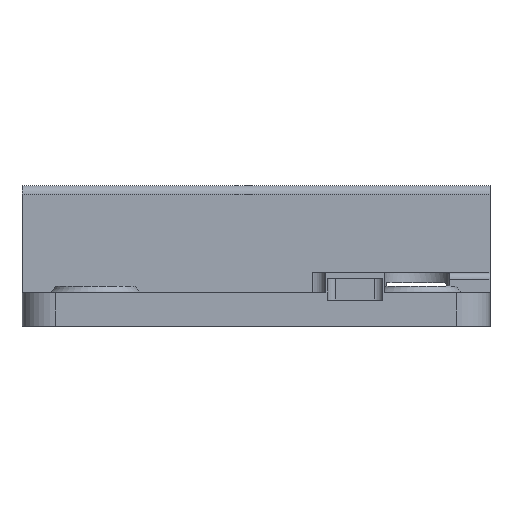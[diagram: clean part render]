
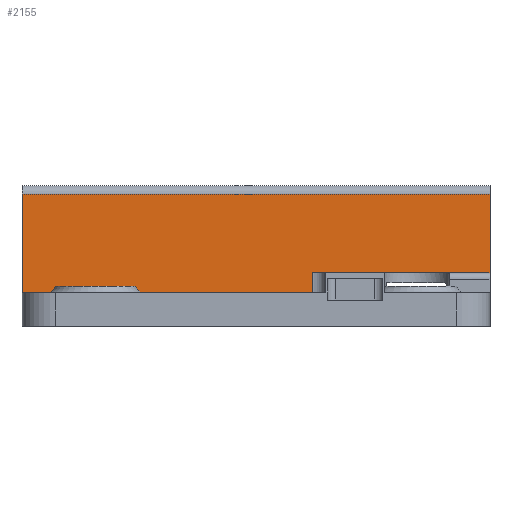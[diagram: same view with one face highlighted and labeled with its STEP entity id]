
A CAD part, front view. The second image highlights one B-rep face of the part: STEP entity #2155.
In plain terms, the highlighted planar face has unit normal (0, -1, 0).
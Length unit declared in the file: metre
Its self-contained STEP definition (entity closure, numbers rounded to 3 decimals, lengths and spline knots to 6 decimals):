
#103=PLANE('',#2319);
#375=ORIENTED_EDGE('',*,*,#1025,.F.);
#376=ORIENTED_EDGE('',*,*,#1026,.T.);
#377=ORIENTED_EDGE('',*,*,#1027,.F.);
#378=ORIENTED_EDGE('',*,*,#1028,.T.);
#379=ORIENTED_EDGE('',*,*,#1029,.T.);
#380=ORIENTED_EDGE('',*,*,#1010,.F.);
#381=ORIENTED_EDGE('',*,*,#1030,.T.);
#382=ORIENTED_EDGE('',*,*,#906,.F.);
#906=EDGE_CURVE('',#1238,#1231,#1453,.T.);
#1010=EDGE_CURVE('',#1336,#1337,#1507,.T.);
#1025=EDGE_CURVE('',#1345,#1238,#1515,.T.);
#1026=EDGE_CURVE('',#1345,#1346,#1516,.T.);
#1027=EDGE_CURVE('',#1347,#1346,#1517,.T.);
#1028=EDGE_CURVE('',#1347,#1348,#1518,.T.);
#1029=EDGE_CURVE('',#1348,#1337,#1519,.T.);
#1030=EDGE_CURVE('',#1336,#1231,#1520,.T.);
#1231=VERTEX_POINT('',#2995);
#1238=VERTEX_POINT('',#3008);
#1336=VERTEX_POINT('',#3264);
#1337=VERTEX_POINT('',#3266);
#1345=VERTEX_POINT('',#3307);
#1346=VERTEX_POINT('',#3309);
#1347=VERTEX_POINT('',#3311);
#1348=VERTEX_POINT('',#3313);
#1453=LINE('',#3009,#1664);
#1507=LINE('',#3265,#1718);
#1515=LINE('',#3306,#1726);
#1516=LINE('',#3308,#1727);
#1517=LINE('',#3310,#1728);
#1518=LINE('',#3312,#1729);
#1519=LINE('',#3314,#1730);
#1520=LINE('',#3315,#1731);
#1664=VECTOR('',#2472,1.);
#1718=VECTOR('',#2584,1.);
#1726=VECTOR('',#2606,1.);
#1727=VECTOR('',#2607,1.);
#1728=VECTOR('',#2608,1.);
#1729=VECTOR('',#2609,1.);
#1730=VECTOR('',#2610,1.);
#1731=VECTOR('',#2611,1.);
#1877=EDGE_LOOP('',(#375,#376,#377,#378,#379,#380,#381,#382));
#2004=FACE_BOUND('',#1877,.T.);
#2155=ADVANCED_FACE('',(#2004),#103,.T.);
#2319=AXIS2_PLACEMENT_3D('',#3305,#2604,#2605);
#2472=DIRECTION('',(-1.,0.,0.));
#2584=DIRECTION('',(-1.,0.,0.));
#2604=DIRECTION('',(0.,-1.,0.));
#2605=DIRECTION('',(1.,0.,0.));
#2606=DIRECTION('',(0.,0.,-1.));
#2607=DIRECTION('',(1.,0.,0.));
#2608=DIRECTION('',(0.,0.,-1.));
#2609=DIRECTION('',(-1.,0.,0.));
#2610=DIRECTION('',(0.,0.,-1.));
#2611=DIRECTION('',(0.,0.,-1.));
#2995=CARTESIAN_POINT('',(-0.01261,-0.008745,0.007));
#3008=CARTESIAN_POINT('',(0.00839,-0.008745,0.007));
#3009=CARTESIAN_POINT('',(-0.00211,-0.008745,0.007));
#3264=CARTESIAN_POINT('',(-0.01261,-0.008745,0.009));
#3265=CARTESIAN_POINT('',(-0.00211,-0.008745,0.009));
#3266=CARTESIAN_POINT('',(-0.035,-0.008745,0.009));
#3305=CARTESIAN_POINT('',(-0.00211,-0.008745,0.009));
#3306=CARTESIAN_POINT('',(0.00839,-0.008745,0.009));
#3307=CARTESIAN_POINT('',(0.00839,-0.008745,0.012));
#3308=CARTESIAN_POINT('',(-0.00211,-0.008745,0.012));
#3309=CARTESIAN_POINT('',(0.035,-0.008745,0.012));
#3310=CARTESIAN_POINT('',(0.035,-0.008745,0.025002));
#3311=CARTESIAN_POINT('',(0.035,-0.008745,0.02375));
#3312=CARTESIAN_POINT('',(-0.00211,-0.008745,0.02375));
#3313=CARTESIAN_POINT('',(-0.035,-0.008745,0.02375));
#3314=CARTESIAN_POINT('',(-0.035,-0.008745,0.025002));
#3315=CARTESIAN_POINT('',(-0.01261,-0.008745,0.009));
